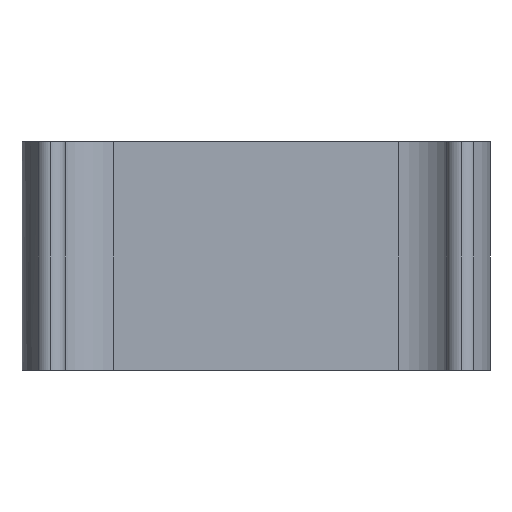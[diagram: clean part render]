
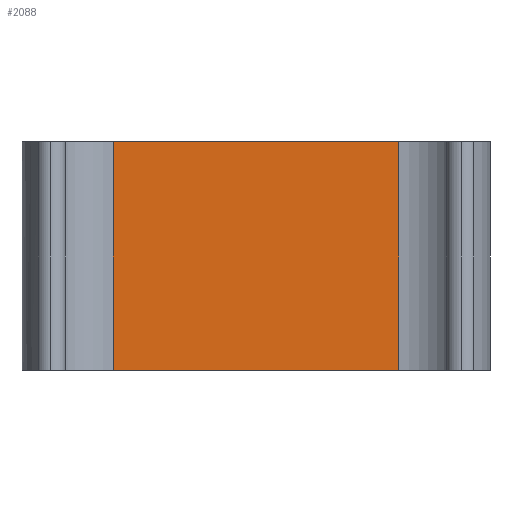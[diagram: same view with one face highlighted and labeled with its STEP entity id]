
A CAD part, left-side view. The second image highlights one B-rep face of the part: STEP entity #2088.
In plain terms, the highlighted planar face has unit normal (-1, 0, 0).
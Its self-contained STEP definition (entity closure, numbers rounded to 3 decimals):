
#82 = EDGE_CURVE ( 'NONE', #1647, #386, #630, .T. ) ;
#152 = CARTESIAN_POINT ( 'NONE',  ( 10.2, 23.8, -9. ) ) ;
#193 = EDGE_LOOP ( 'NONE', ( #940, #452, #1752, #1614 ) ) ;
#206 = VERTEX_POINT ( 'NONE', #152 ) ;
#263 = CARTESIAN_POINT ( 'NONE',  ( 10.2, -23.8, -9. ) ) ;
#275 = DIRECTION ( 'NONE',  ( 0., 0., -1. ) ) ;
#355 = FACE_OUTER_BOUND ( 'NONE', #193, .T. ) ;
#386 = VERTEX_POINT ( 'NONE', #1264 ) ;
#452 = ORIENTED_EDGE ( 'NONE', *, *, #82, .F. ) ;
#488 = VERTEX_POINT ( 'NONE', #722 ) ;
#567 = DIRECTION ( 'NONE',  ( 1., 0., 0. ) ) ;
#630 = LINE ( 'NONE', #2050, #1321 ) ;
#722 = CARTESIAN_POINT ( 'NONE',  ( 10.2, 23.8, 29. ) ) ;
#723 = EDGE_CURVE ( 'NONE', #206, #386, #1410, .T. ) ;
#748 = DIRECTION ( 'NONE',  ( 0., 0., -1. ) ) ;
#776 = EDGE_CURVE ( 'NONE', #488, #206, #1431, .T. ) ;
#791 = CARTESIAN_POINT ( 'NONE',  ( 10.2, -23.8, 29. ) ) ;
#812 = DIRECTION ( 'NONE',  ( 0., 0., -1. ) ) ;
#887 = DIRECTION ( 'NONE',  ( 0., -1., 0. ) ) ;
#940 = ORIENTED_EDGE ( 'NONE', *, *, #723, .T. ) ;
#1126 = EDGE_CURVE ( 'NONE', #488, #1647, #1602, .T. ) ;
#1264 = CARTESIAN_POINT ( 'NONE',  ( 10.2, -23.8, -9. ) ) ;
#1286 = VECTOR ( 'NONE', #887, 1000. ) ;
#1321 = VECTOR ( 'NONE', #275, 1000. ) ;
#1346 = VECTOR ( 'NONE', #1514, 1000. ) ;
#1410 = LINE ( 'NONE', #263, #1346 ) ;
#1431 = LINE ( 'NONE', #1888, #2009 ) ;
#1453 = CARTESIAN_POINT ( 'NONE',  ( 10.2, -23.8, 9. ) ) ;
#1514 = DIRECTION ( 'NONE',  ( 0., -1., 0. ) ) ;
#1602 = LINE ( 'NONE', #1939, #1286 ) ;
#1614 = ORIENTED_EDGE ( 'NONE', *, *, #776, .T. ) ;
#1647 = VERTEX_POINT ( 'NONE', #791 ) ;
#1752 = ORIENTED_EDGE ( 'NONE', *, *, #1126, .F. ) ;
#1808 = PLANE ( 'NONE',  #2216 ) ;
#1888 = CARTESIAN_POINT ( 'NONE',  ( 10.2, 23.8, 9. ) ) ;
#1939 = CARTESIAN_POINT ( 'NONE',  ( 10.2, 23.8, 29. ) ) ;
#2009 = VECTOR ( 'NONE', #812, 1000. ) ;
#2050 = CARTESIAN_POINT ( 'NONE',  ( 10.2, -23.8, 9. ) ) ;
#2088 = ADVANCED_FACE ( 'NONE', ( #355 ), #1808, .F. ) ;
#2216 = AXIS2_PLACEMENT_3D ( 'NONE', #1453, #567, #748 ) ;
